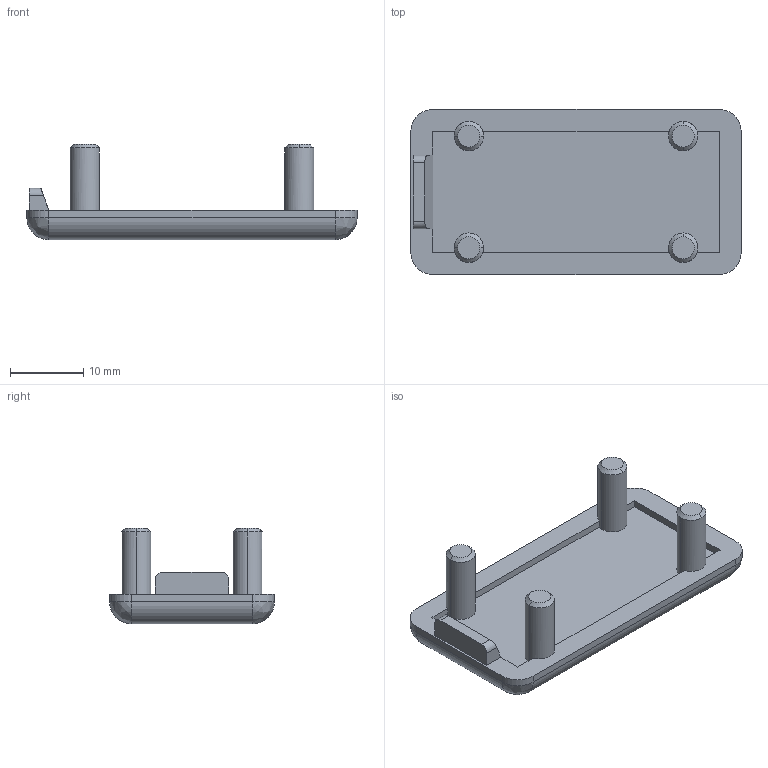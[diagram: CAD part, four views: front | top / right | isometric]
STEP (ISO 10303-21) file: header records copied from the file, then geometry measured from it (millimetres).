
FILE_DESCRIPTION (( 'STEP AP214' ), '1' );
FILE_NAME ('6131063', '2019-01-28T16:41:19', ( '' ), ('JUGARD+KÜNSTNER GmbH'), 'SwSTEP 2.0', 'SolidWorks 2017', '' );
FILE_SCHEMA (( 'AUTOMOTIVE_DESIGN' ));
Length unit declared in the file: millimetre
Products named in the file (1): 6131063
Bounding box: 45 x 22.5 x 13 mm (x, y, z)
Volume: 3678.8 mm3; surface area: 2982.1 mm2
Topology: 1 solids, 1 shells, 54 faces, 139 edges, 84 vertices
Faces by surface type: plane 24, cylinder 18, cone 8, bspline 4
Entity records: 1687 total; most frequent: CARTESIAN_POINT 340, DIRECTION 289, ORIENTED_EDGE 270, EDGE_CURVE 135, AXIS2_PLACEMENT_3D 105, VERTEX_POINT 84, LINE 79, VECTOR 79
